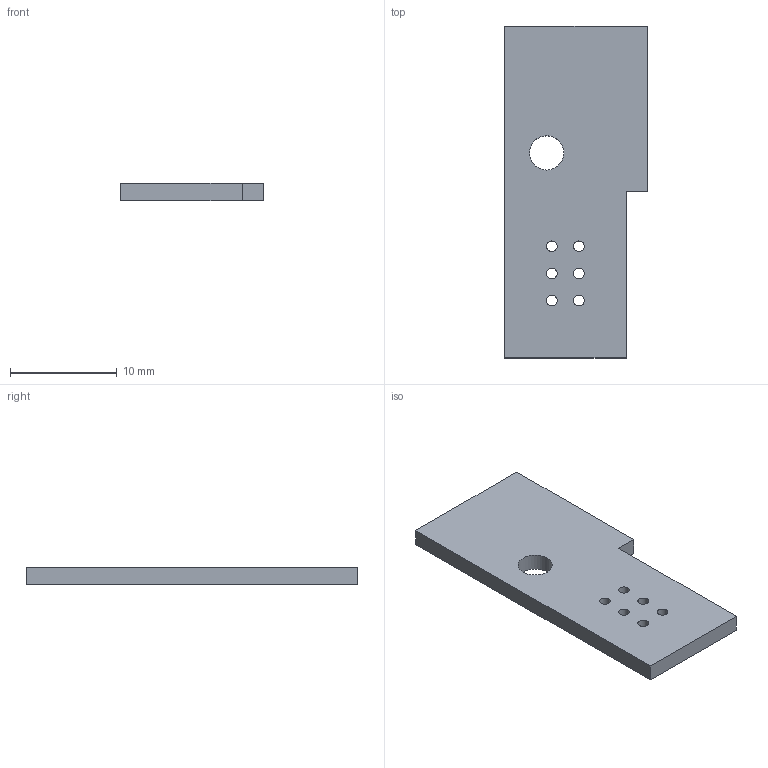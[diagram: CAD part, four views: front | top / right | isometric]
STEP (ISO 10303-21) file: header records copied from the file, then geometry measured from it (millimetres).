
FILE_DESCRIPTION(('KiCad electronic assembly'),'2;1');
FILE_NAME('feederFloor.step','2023-02-28T17:16:31',('Pcbnew'),('Kicad'), 'Open CASCADE STEP processor 7.6','KiCad to STEP converter','Unknown' );
FILE_SCHEMA(('AUTOMOTIVE_DESIGN { 1 0 10303 214 1 1 1 1 }'));
Length unit declared in the file: millimetre
Products named in the file (2): feederFloor 1; feederFloor PCB
Assembly tree (1 placements, depth 2):
  feederFloor 1
    feederFloor PCB
Bounding box: 13.4 x 31.09 x 1.6 mm (x, y, z)
Volume: 596.2 mm3; surface area: 933.8 mm2
Topology: 1 solids, 1 shells, 16 faces, 42 edges, 28 vertices
Faces by surface type: plane 9, cylinder 7
Full cylindrical faces by diameter (mm): 1 x6, 3.2 x1
Entity records: 1163 total; most frequent: CARTESIAN_POINT 256, DIRECTION 162, LINE 98, VECTOR 98, ORIENTED_EDGE 84, PCURVE 84, DEFINITIONAL_REPRESENTATION 84, EDGE_CURVE 42
